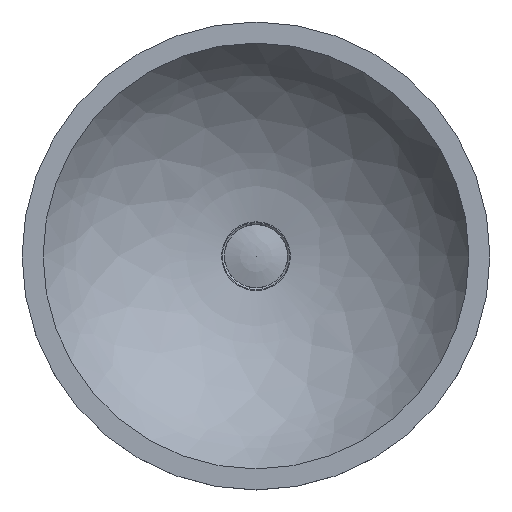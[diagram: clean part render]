
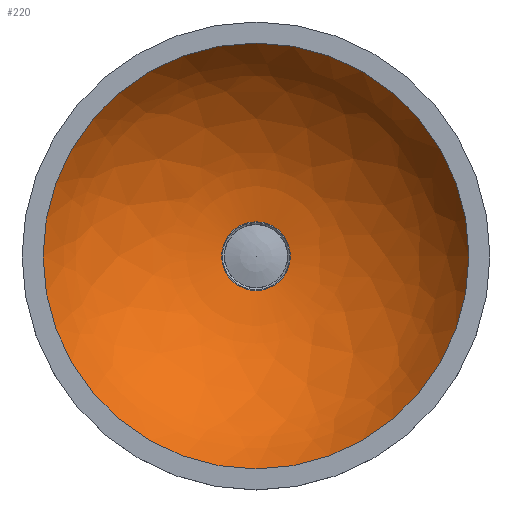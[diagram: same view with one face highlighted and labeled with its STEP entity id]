
A CAD part, top view. The second image highlights one B-rep face of the part: STEP entity #220.
In plain terms, the highlighted free-form (B-spline) face has degree [2, 2] with [3, 9] control points.
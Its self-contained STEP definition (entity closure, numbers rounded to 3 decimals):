
#156=CARTESIAN_POINT('',(32.582,-111.829,0.));
#157=VERTEX_POINT('',#156);
#158=CARTESIAN_POINT('',(0.0,-111.829,0.0));
#159=DIRECTION('',(0.0,1.0,0.0));
#160=DIRECTION('',(-1.0,0.0,0.0));
#161=AXIS2_PLACEMENT_3D('',#158,#159,#160);
#162=CIRCLE('',#161,32.582);
#163=EDGE_CURVE('',#157,#157,#162,.T.);
#171=CARTESIAN_POINT('',(0.,0.0,202.5));
#172=CARTESIAN_POINT('',(0.,-98.714,145.709));
#173=CARTESIAN_POINT('',(0.,-111.829,32.582));
#174=CARTESIAN_POINT('',(-202.5,0.0,202.5));
#175=CARTESIAN_POINT('',(-145.709,-98.714,145.709));
#176=CARTESIAN_POINT('',(-32.582,-111.829,32.582));
#177=CARTESIAN_POINT('',(-202.5,0.0,0.));
#178=CARTESIAN_POINT('',(-145.709,-98.714,0.));
#179=CARTESIAN_POINT('',(-32.582,-111.829,0.));
#180=CARTESIAN_POINT('',(-202.5,0.0,-202.5));
#181=CARTESIAN_POINT('',(-145.709,-98.714,-145.709));
#182=CARTESIAN_POINT('',(-32.582,-111.829,-32.582));
#183=CARTESIAN_POINT('',(0.,0.0,-202.5));
#184=CARTESIAN_POINT('',(0.,-98.714,-145.709));
#185=CARTESIAN_POINT('',(0.,-111.829,-32.582));
#186=CARTESIAN_POINT('',(202.5,0.0,-202.5));
#187=CARTESIAN_POINT('',(145.709,-98.714,-145.709));
#188=CARTESIAN_POINT('',(32.582,-111.829,-32.582));
#189=CARTESIAN_POINT('',(202.5,0.0,0.));
#190=CARTESIAN_POINT('',(145.709,-98.714,0.));
#191=CARTESIAN_POINT('',(32.582,-111.829,0.));
#192=CARTESIAN_POINT('',(202.5,0.0,202.5));
#193=CARTESIAN_POINT('',(145.709,-98.714,145.709));
#194=CARTESIAN_POINT('',(32.582,-111.829,32.582));
#195=CARTESIAN_POINT('',(0.,0.0,202.5));
#196=CARTESIAN_POINT('',(0.,-98.714,145.709));
#197=CARTESIAN_POINT('',(0.,-111.829,32.582));
#205=(BOUNDED_SURFACE()B_SPLINE_SURFACE(2,2,((#171,#174,#177,#180,#183,#186,#189,#192,#195),(#172,#175,#178,#181,#184,#187,#190,#193,#196),(#173,#176,#179,#182,#185,#188,#191,#194,#197)),.UNSPECIFIED.,.F.,.T.,.U.)B_SPLINE_SURFACE_WITH_KNOTS((3,3),(3,2,2,2,3),(0.522,1.455),(0.0,1.571,3.142,4.712,6.283),.UNSPECIFIED.)GEOMETRIC_REPRESENTATION_ITEM()RATIONAL_B_SPLINE_SURFACE(((1.0,0.707,1.0,0.707,1.0,0.707,1.0,0.707,1.0),(0.893,0.632,0.893,0.632,0.893,0.632,0.893,0.632,0.893),(1.0,0.707,1.0,0.707,1.0,0.707,1.0,0.707,1.0)))REPRESENTATION_ITEM('')SURFACE());
#206=CARTESIAN_POINT('',(202.5,0.0,0.0));
#207=VERTEX_POINT('',#206);
#208=CARTESIAN_POINT('',(0.0,0.0,0.0));
#209=DIRECTION('',(0.0,-1.0,0.0));
#210=DIRECTION('',(1.0,0.0,0.0));
#211=AXIS2_PLACEMENT_3D('',#208,#209,#210);
#212=CIRCLE('',#211,202.5);
#213=EDGE_CURVE('',#207,#207,#212,.T.);
#214=ORIENTED_EDGE('',*,*,#213,.F.);
#215=EDGE_LOOP('',(#214));
#216=FACE_OUTER_BOUND('',#215,.T.);
#217=ORIENTED_EDGE('',*,*,#163,.F.);
#218=EDGE_LOOP('',(#217));
#219=FACE_BOUND('',#218,.T.);
#220=ADVANCED_FACE('',(#216,#219),#205,.T.);
